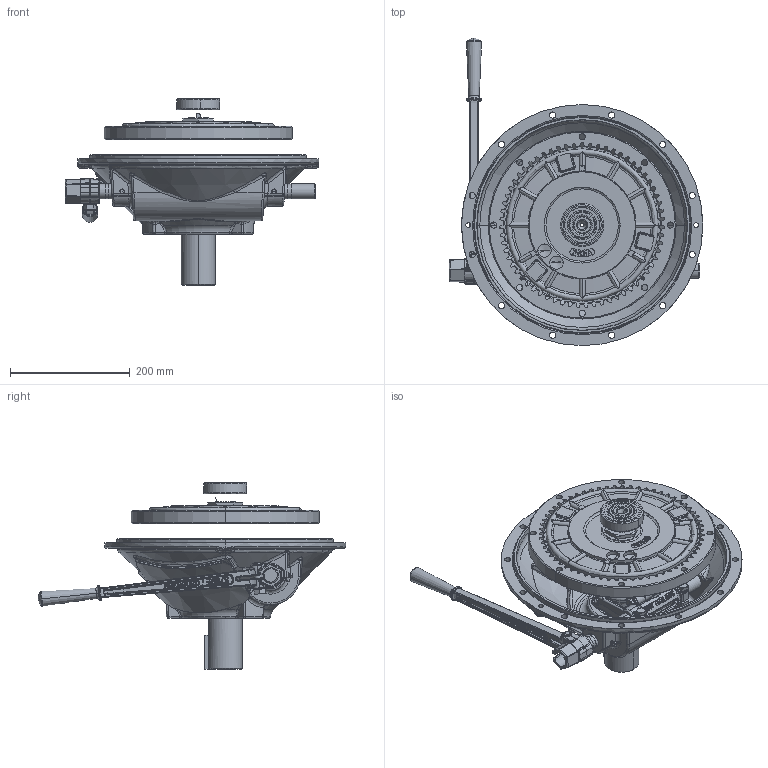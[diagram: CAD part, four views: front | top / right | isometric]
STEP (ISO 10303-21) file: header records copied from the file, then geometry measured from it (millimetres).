
FILE_DESCRIPTION (( 'STEP AP214' ), '1' );
FILE_NAME ('CA110P401.step', '2022-07-06T11:09:04', ( 'TDI' ), ( 'Twin Disc Inc' ), 'SwSTEP 2.0', 'SolidWorks 2019', '' );
FILE_SCHEMA (( 'AUTOMOTIVE_DESIGN' ));
Length unit declared in the file: millimetre
Products named in the file (1): CA110P401
Bounding box: 423.92 x 514.18 x 312.17 mm (x, y, z)
Surface area: 769184.1 mm2 (no closed solid volume)
Topology: 0 solids, 97 shells, 2305 faces, 8530 edges, 6134 vertices
Faces by surface type: cylinder 732, bspline 722, plane 389, torus 234, cone 187, sphere 41
Entity records: 168551 total; most frequent: CARTESIAN_POINT 80337, ORIENTED_EDGE 12841, DIRECTION 11298, EDGE_CURVE 8489, VERTEX_POINT 6131, AXIS2_PLACEMENT_3D 4596, B_SPLINE_CURVE_WITH_KNOTS 3057, CIRCLE 3012
